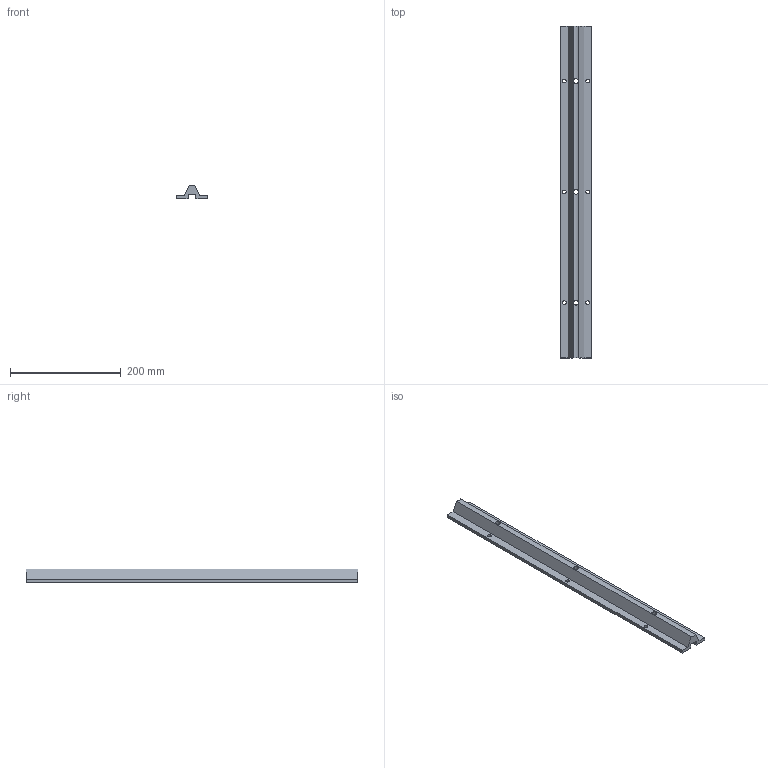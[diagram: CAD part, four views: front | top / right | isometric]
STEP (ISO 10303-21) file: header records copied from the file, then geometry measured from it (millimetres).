
FILE_DESCRIPTION( ( 'STEP AP214' ), '1' );
FILE_NAME( 'STSN-25-T2.stp', '2010-08-04T11:44:03', ( ' ' ), ( ' ' ), 'XStep 1.0', ' ', ' ' );
FILE_SCHEMA( ( 'CONFIG_CONTROL_DESIGN) ( )' ) );
Length unit declared in the file: metre
Products named in the file (1): 1
Bounding box: 57 x 599.5 x 24.73 mm (x, y, z)
Volume: 343487.3 mm3; surface area: 102671.4 mm2
Topology: 1 solids, 1 shells, 23 faces, 70 edges, 49 vertices
Faces by surface type: plane 13, cylinder 10
Full cylindrical faces by diameter (mm): 6.6 x6, 9 x3
Entity records: 1126 total; most frequent: CARTESIAN_POINT 327, DIRECTION 116, ORIENTED_EDGE 108, EDGE_CURVE 54, EDGE_LOOP 50, VERTEX_POINT 42, AXIS2_PLACEMENT_3D 41, LINE 34
